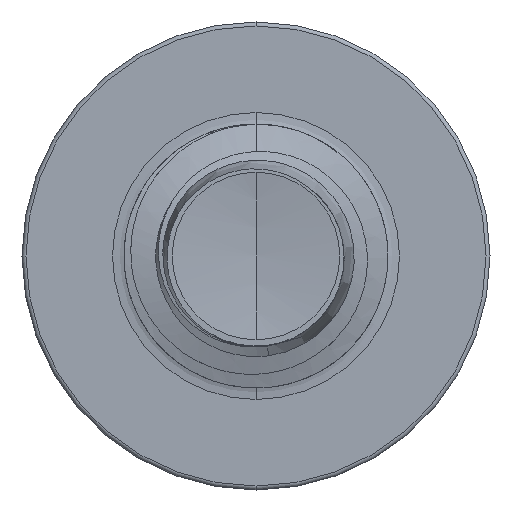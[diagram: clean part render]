
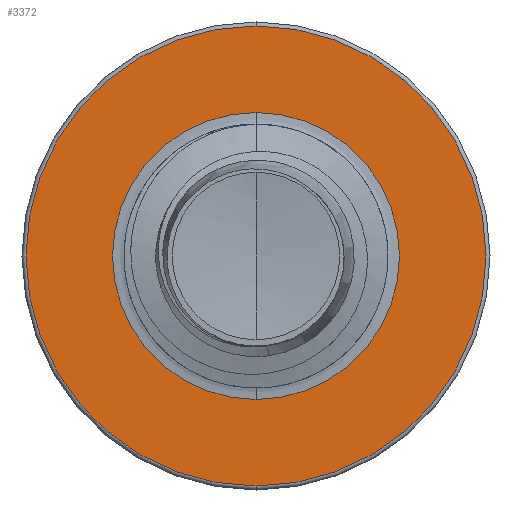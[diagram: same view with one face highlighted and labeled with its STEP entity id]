
A CAD part, front view. The second image highlights one B-rep face of the part: STEP entity #3372.
In plain terms, the highlighted planar face has unit normal (0, -1, 0).
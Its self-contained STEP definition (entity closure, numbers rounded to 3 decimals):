
#38 = CARTESIAN_POINT ( 'NONE',  ( 0., 4., -1.196 ) ) ;
#746 = AXIS2_PLACEMENT_3D ( 'NONE', #2225, #2047, #2028 ) ;
#844 = FACE_OUTER_BOUND ( 'NONE', #12076, .T. ) ;
#1399 = EDGE_CURVE ( 'NONE', #5674, #7631, #6486, .T. ) ;
#1563 = AXIS2_PLACEMENT_3D ( 'NONE', #4065, #4047, #4045 ) ;
#1638 = FACE_BOUND ( 'NONE', #4434, .T. ) ;
#1732 = AXIS2_PLACEMENT_3D ( 'NONE', #4155, #4156, #4170 ) ;
#2028 = DIRECTION ( 'NONE',  ( 0., 0., 1. ) ) ;
#2047 = DIRECTION ( 'NONE',  ( 0., 1., 0. ) ) ;
#2051 = PLANE ( 'NONE',  #746 ) ;
#2225 = CARTESIAN_POINT ( 'NONE',  ( 0., 4., -1.196 ) ) ;
#2330 = CIRCLE ( 'NONE', #7364, 1.196 ) ;
#2438 = CIRCLE ( 'NONE', #1563, 1.196 ) ;
#2458 = EDGE_CURVE ( 'NONE', #5476, #10822, #2438, .T. ) ;
#2683 = DIRECTION ( 'NONE',  ( 0., 1., 0. ) ) ;
#2836 = CARTESIAN_POINT ( 'NONE',  ( 0., 4., 1.917 ) ) ;
#3372 = ADVANCED_FACE ( 'NONE', ( #844, #1638 ), #2051, .F. ) ;
#4045 = DIRECTION ( 'NONE',  ( 0., 0., 1. ) ) ;
#4047 = DIRECTION ( 'NONE',  ( 0., 1., 0. ) ) ;
#4065 = CARTESIAN_POINT ( 'NONE',  ( 0., 4., 0. ) ) ;
#4155 = CARTESIAN_POINT ( 'NONE',  ( 0., 4., 0. ) ) ;
#4156 = DIRECTION ( 'NONE',  ( 0., 1., 0. ) ) ;
#4170 = DIRECTION ( 'NONE',  ( 0., 0., 1. ) ) ;
#4434 = EDGE_LOOP ( 'NONE', ( #5112, #13207 ) ) ;
#4522 = DIRECTION ( 'NONE',  ( 0., 1., 0. ) ) ;
#5112 = ORIENTED_EDGE ( 'NONE', *, *, #11662, .T. ) ;
#5476 = VERTEX_POINT ( 'NONE', #38 ) ;
#5674 = VERTEX_POINT ( 'NONE', #13601 ) ;
#6486 = CIRCLE ( 'NONE', #1732, 1.917 ) ;
#7364 = AXIS2_PLACEMENT_3D ( 'NONE', #9005, #2683, #9973 ) ;
#7586 = ORIENTED_EDGE ( 'NONE', *, *, #1399, .F. ) ;
#7631 = VERTEX_POINT ( 'NONE', #2836 ) ;
#9005 = CARTESIAN_POINT ( 'NONE',  ( 0., 4., 0. ) ) ;
#9728 = EDGE_CURVE ( 'NONE', #7631, #5674, #10658, .T. ) ;
#9836 = ORIENTED_EDGE ( 'NONE', *, *, #9728, .F. ) ;
#9973 = DIRECTION ( 'NONE',  ( 0., 0., 1. ) ) ;
#10224 = CARTESIAN_POINT ( 'NONE',  ( 0., 4., 1.196 ) ) ;
#10559 = CARTESIAN_POINT ( 'NONE',  ( 0., 4., 0. ) ) ;
#10658 = CIRCLE ( 'NONE', #13391, 1.917 ) ;
#10822 = VERTEX_POINT ( 'NONE', #10224 ) ;
#11388 = DIRECTION ( 'NONE',  ( 0., 0., 1. ) ) ;
#11662 = EDGE_CURVE ( 'NONE', #10822, #5476, #2330, .T. ) ;
#12076 = EDGE_LOOP ( 'NONE', ( #9836, #7586 ) ) ;
#13207 = ORIENTED_EDGE ( 'NONE', *, *, #2458, .T. ) ;
#13391 = AXIS2_PLACEMENT_3D ( 'NONE', #10559, #4522, #11388 ) ;
#13601 = CARTESIAN_POINT ( 'NONE',  ( 0., 4., -1.917 ) ) ;
